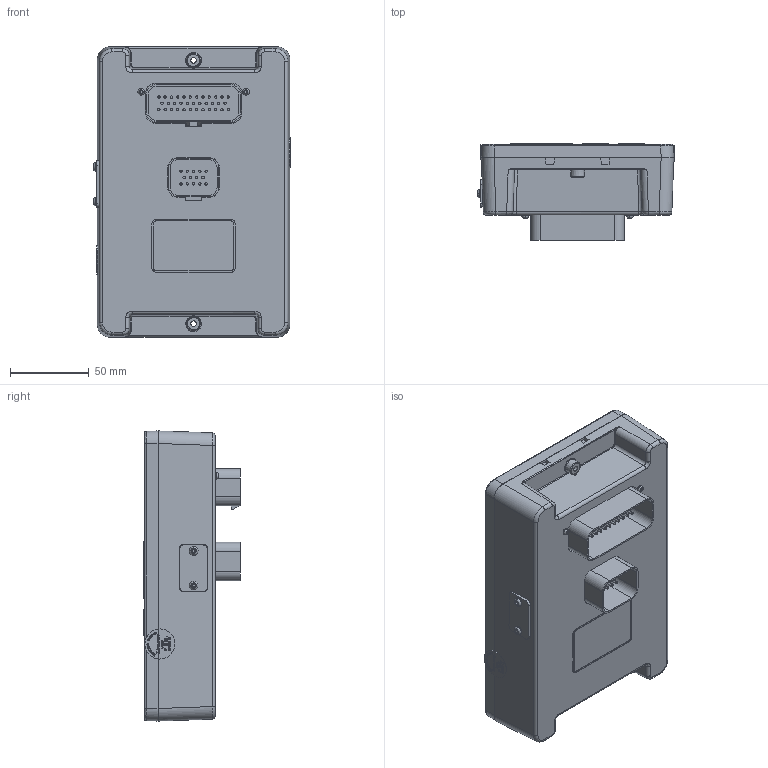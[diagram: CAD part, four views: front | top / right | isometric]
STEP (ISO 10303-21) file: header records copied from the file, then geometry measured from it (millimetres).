
FILE_DESCRIPTION (( 'STEP AP214' ), '1' );
FILE_NAME ('8c40002cc0001-01.STEP', '2018-03-28T01:48:34', ( '' ), ( '' ), 'SwSTEP 2.0', 'SolidWorks 2015', '' );
FILE_SCHEMA (( 'AUTOMOTIVE_DESIGN' ));
Length unit declared in the file: millimetre
Products named in the file (1): 8c40002cc0001-01
Bounding box: 125.03 x 61.4 x 184 mm (x, y, z)
Volume: 284037.7 mm3; surface area: 355790 mm2
Topology: 20 solids, 20 shells, 5375 faces, 14434 edges, 9625 vertices
Faces by surface type: plane 4099, cylinder 1019, cone 133, bspline 116, torus 8
Entity records: 240591 total; most frequent: CARTESIAN_POINT 46228, ORIENTED_EDGE 28856, DIRECTION 26159, EDGE_CURVE 14428, VECTOR 11403, LINE 11403, VERTEX_POINT 9625, AXIS2_PLACEMENT_3D 7378
